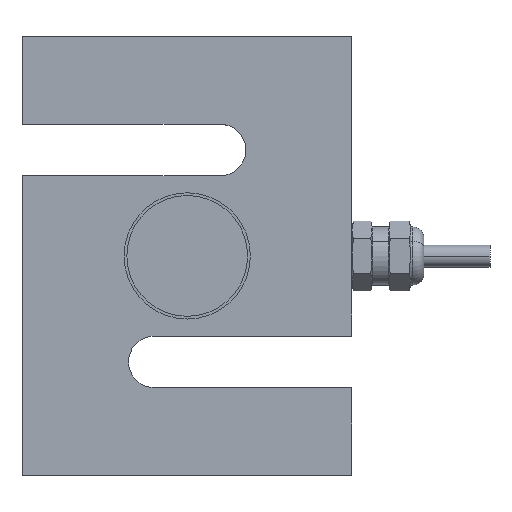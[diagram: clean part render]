
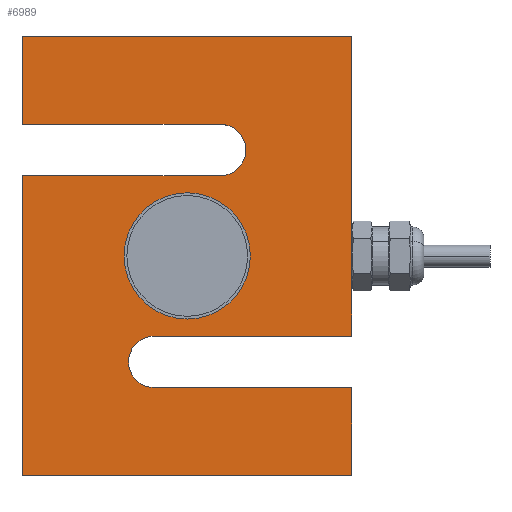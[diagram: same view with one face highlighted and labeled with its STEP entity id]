
A CAD part, top view. The second image highlights one B-rep face of the part: STEP entity #6989.
In plain terms, the highlighted planar face has unit normal (0, 0, 1).
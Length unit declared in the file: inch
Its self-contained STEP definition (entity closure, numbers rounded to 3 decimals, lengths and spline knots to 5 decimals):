
#111 = CARTESIAN_POINT ( 'NONE',  ( -1.8, 0.8, 0. ) ) ;
#156 = EDGE_CURVE ( 'NONE', #10488, #13722, #14275, .T. ) ;
#351 = DIRECTION ( 'NONE',  ( 0., -1., 0. ) ) ;
#430 = CARTESIAN_POINT ( 'NONE',  ( -1.8, 1.035, 0. ) ) ;
#1016 = EDGE_LOOP ( 'NONE', ( #15302, #8882, #1666, #12679, #8491, #8648, #4646, #15521, #14898, #15782, #14650, #9434, #11695 ) ) ;
#1147 = EDGE_CURVE ( 'NONE', #8278, #12353, #4050, .T. ) ;
#1251 = CARTESIAN_POINT ( 'NONE',  ( -1.5, 2., 0. ) ) ;
#1289 = VECTOR ( 'NONE', #9450, 39.37008 ) ;
#1429 = CARTESIAN_POINT ( 'NONE',  ( -3., 4., 0. ) ) ;
#1666 = ORIENTED_EDGE ( 'NONE', *, *, #7485, .T. ) ;
#1823 = VERTEX_POINT ( 'NONE', #4203 ) ;
#2026 = FACE_BOUND ( 'NONE', #5001, .T. ) ;
#2089 = CARTESIAN_POINT ( 'NONE',  ( -0.925, 2., 0. ) ) ;
#2162 = DIRECTION ( 'NONE',  ( 0., 0., 1. ) ) ;
#2200 = VECTOR ( 'NONE', #8678, 39.37008 ) ;
#2540 = CARTESIAN_POINT ( 'NONE',  ( -3., 2.73, 0. ) ) ;
#2597 = DIRECTION ( 'NONE',  ( 0., 0., 1. ) ) ;
#2705 = VECTOR ( 'NONE', #4210, 39.37008 ) ;
#2926 = DIRECTION ( 'NONE',  ( 1., 0., 0. ) ) ;
#3127 = ORIENTED_EDGE ( 'NONE', *, *, #11749, .F. ) ;
#3193 = CARTESIAN_POINT ( 'NONE',  ( 0., 0., 0. ) ) ;
#3354 = EDGE_CURVE ( 'NONE', #15663, #6088, #13547, .T. ) ;
#3521 = CARTESIAN_POINT ( 'NONE',  ( -1.2, 2.73, 0. ) ) ;
#3682 = VERTEX_POINT ( 'NONE', #10929 ) ;
#3691 = CARTESIAN_POINT ( 'NONE',  ( -3., 0., 0. ) ) ;
#3901 = DIRECTION ( 'NONE',  ( 1., 0., 0. ) ) ;
#4050 = LINE ( 'NONE', #10470, #10382 ) ;
#4203 = CARTESIAN_POINT ( 'NONE',  ( 0., 1.27, 0. ) ) ;
#4210 = DIRECTION ( 'NONE',  ( -1., 0., 0. ) ) ;
#4248 = AXIS2_PLACEMENT_3D ( 'NONE', #1251, #2597, #5108 ) ;
#4257 = CIRCLE ( 'NONE', #13038, 0.235 ) ;
#4413 = DIRECTION ( 'NONE',  ( 0., -1., 0. ) ) ;
#4444 = CARTESIAN_POINT ( 'NONE',  ( -3., 0., 0. ) ) ;
#4459 = LINE ( 'NONE', #14604, #12584 ) ;
#4469 = VERTEX_POINT ( 'NONE', #2089 ) ;
#4626 = CARTESIAN_POINT ( 'NONE',  ( -3., 4., 0. ) ) ;
#4646 = ORIENTED_EDGE ( 'NONE', *, *, #8102, .F. ) ;
#4739 = VERTEX_POINT ( 'NONE', #15462 ) ;
#4817 = DIRECTION ( 'NONE',  ( 0., 0., 1. ) ) ;
#4818 = VECTOR ( 'NONE', #3901, 39.37008 ) ;
#5001 = EDGE_LOOP ( 'NONE', ( #11406, #3127 ) ) ;
#5105 = CARTESIAN_POINT ( 'NONE',  ( -1.8, 0.8, 0. ) ) ;
#5108 = DIRECTION ( 'NONE',  ( 1., 0., 0. ) ) ;
#5365 = DIRECTION ( 'NONE',  ( 0., 0., 1. ) ) ;
#5369 = CARTESIAN_POINT ( 'NONE',  ( 0., 0., 0. ) ) ;
#5479 = CARTESIAN_POINT ( 'NONE',  ( -1.8, 1.27, 0. ) ) ;
#5502 = EDGE_CURVE ( 'NONE', #6088, #13271, #15546, .T. ) ;
#5750 = DIRECTION ( 'NONE',  ( 1., 0., 0. ) ) ;
#6088 = VERTEX_POINT ( 'NONE', #14697 ) ;
#6204 = AXIS2_PLACEMENT_3D ( 'NONE', #4444, #7234, #5750 ) ;
#6490 = VERTEX_POINT ( 'NONE', #5479 ) ;
#6589 = LINE ( 'NONE', #9341, #2705 ) ;
#6664 = AXIS2_PLACEMENT_3D ( 'NONE', #9330, #8125, #11815 ) ;
#6915 = FACE_OUTER_BOUND ( 'NONE', #1016, .T. ) ;
#6989 = ADVANCED_FACE ( 'NONE', ( #2026, #6915 ), #14433, .T. ) ;
#7017 = VECTOR ( 'NONE', #14386, 39.37008 ) ;
#7234 = DIRECTION ( 'NONE',  ( 0., 0., 1. ) ) ;
#7387 = LINE ( 'NONE', #14829, #2200 ) ;
#7388 = LINE ( 'NONE', #12302, #8459 ) ;
#7485 = EDGE_CURVE ( 'NONE', #12353, #13271, #9211, .T. ) ;
#7665 = VERTEX_POINT ( 'NONE', #11606 ) ;
#7966 = AXIS2_PLACEMENT_3D ( 'NONE', #11001, #4817, #14811 ) ;
#8102 = EDGE_CURVE ( 'NONE', #1823, #6490, #15459, .T. ) ;
#8125 = DIRECTION ( 'NONE',  ( 0., 0., 1. ) ) ;
#8278 = VERTEX_POINT ( 'NONE', #2540 ) ;
#8459 = VECTOR ( 'NONE', #15875, 39.37008 ) ;
#8491 = ORIENTED_EDGE ( 'NONE', *, *, #3354, .F. ) ;
#8648 = ORIENTED_EDGE ( 'NONE', *, *, #11857, .F. ) ;
#8678 = DIRECTION ( 'NONE',  ( 0., -1., 0. ) ) ;
#8801 = VECTOR ( 'NONE', #13207, 39.37008 ) ;
#8847 = VERTEX_POINT ( 'NONE', #10161 ) ;
#8882 = ORIENTED_EDGE ( 'NONE', *, *, #1147, .T. ) ;
#9211 = LINE ( 'NONE', #12921, #1289 ) ;
#9330 = CARTESIAN_POINT ( 'NONE',  ( -1.2, 2.965, 0. ) ) ;
#9341 = CARTESIAN_POINT ( 'NONE',  ( -1.2, 3.2, 0. ) ) ;
#9434 = ORIENTED_EDGE ( 'NONE', *, *, #12572, .F. ) ;
#9450 = DIRECTION ( 'NONE',  ( 1., 0., 0. ) ) ;
#9517 = VECTOR ( 'NONE', #4413, 39.37008 ) ;
#9695 = CIRCLE ( 'NONE', #15900, 0.235 ) ;
#10161 = CARTESIAN_POINT ( 'NONE',  ( -1.2, 3.2, 0. ) ) ;
#10382 = VECTOR ( 'NONE', #351, 39.37008 ) ;
#10470 = CARTESIAN_POINT ( 'NONE',  ( -3., 0., 0. ) ) ;
#10488 = VERTEX_POINT ( 'NONE', #1429 ) ;
#10811 = CIRCLE ( 'NONE', #6664, 0.235 ) ;
#10929 = CARTESIAN_POINT ( 'NONE',  ( -3., 3.2, 0. ) ) ;
#11001 = CARTESIAN_POINT ( 'NONE',  ( -1.5, 2., 0. ) ) ;
#11406 = ORIENTED_EDGE ( 'NONE', *, *, #15307, .F. ) ;
#11606 = CARTESIAN_POINT ( 'NONE',  ( -0.965, 2.965, 0. ) ) ;
#11695 = ORIENTED_EDGE ( 'NONE', *, *, #15837, .F. ) ;
#11749 = EDGE_CURVE ( 'NONE', #4739, #4469, #13031, .T. ) ;
#11782 = CARTESIAN_POINT ( 'NONE',  ( -1.8, 1.27, 0. ) ) ;
#11815 = DIRECTION ( 'NONE',  ( 1., 0., 0. ) ) ;
#11857 = EDGE_CURVE ( 'NONE', #6490, #15663, #9695, .T. ) ;
#12302 = CARTESIAN_POINT ( 'NONE',  ( -3., 0., 0. ) ) ;
#12353 = VERTEX_POINT ( 'NONE', #3691 ) ;
#12572 = EDGE_CURVE ( 'NONE', #7665, #8847, #4257, .T. ) ;
#12584 = VECTOR ( 'NONE', #15658, 39.37008 ) ;
#12679 = ORIENTED_EDGE ( 'NONE', *, *, #5502, .F. ) ;
#12810 = EDGE_CURVE ( 'NONE', #8847, #3682, #6589, .T. ) ;
#12921 = CARTESIAN_POINT ( 'NONE',  ( -3., 0., 0. ) ) ;
#13031 = CIRCLE ( 'NONE', #4248, 0.575 ) ;
#13038 = AXIS2_PLACEMENT_3D ( 'NONE', #14287, #5365, #2926 ) ;
#13207 = DIRECTION ( 'NONE',  ( 1., 0., 0. ) ) ;
#13271 = VERTEX_POINT ( 'NONE', #5369 ) ;
#13328 = EDGE_CURVE ( 'NONE', #13722, #1823, #7387, .T. ) ;
#13347 = CIRCLE ( 'NONE', #7966, 0.575 ) ;
#13547 = LINE ( 'NONE', #5105, #4818 ) ;
#13722 = VERTEX_POINT ( 'NONE', #14246 ) ;
#14028 = DIRECTION ( 'NONE',  ( 1., 0., 0. ) ) ;
#14246 = CARTESIAN_POINT ( 'NONE',  ( 0., 4., 0. ) ) ;
#14275 = LINE ( 'NONE', #4626, #8801 ) ;
#14287 = CARTESIAN_POINT ( 'NONE',  ( -1.2, 2.965, 0. ) ) ;
#14386 = DIRECTION ( 'NONE',  ( -1., 0., 0. ) ) ;
#14433 = PLANE ( 'NONE',  #6204 ) ;
#14604 = CARTESIAN_POINT ( 'NONE',  ( -1.2, 2.73, 0. ) ) ;
#14650 = ORIENTED_EDGE ( 'NONE', *, *, #12810, .F. ) ;
#14697 = CARTESIAN_POINT ( 'NONE',  ( 0., 0.8, 0. ) ) ;
#14811 = DIRECTION ( 'NONE',  ( 1., 0., 0. ) ) ;
#14829 = CARTESIAN_POINT ( 'NONE',  ( 0., 0., 0. ) ) ;
#14898 = ORIENTED_EDGE ( 'NONE', *, *, #156, .F. ) ;
#15023 = EDGE_CURVE ( 'NONE', #10488, #3682, #7388, .T. ) ;
#15292 = VERTEX_POINT ( 'NONE', #3521 ) ;
#15302 = ORIENTED_EDGE ( 'NONE', *, *, #15486, .F. ) ;
#15307 = EDGE_CURVE ( 'NONE', #4469, #4739, #13347, .T. ) ;
#15459 = LINE ( 'NONE', #11782, #7017 ) ;
#15462 = CARTESIAN_POINT ( 'NONE',  ( -2.075, 2., 0. ) ) ;
#15486 = EDGE_CURVE ( 'NONE', #8278, #15292, #4459, .T. ) ;
#15521 = ORIENTED_EDGE ( 'NONE', *, *, #13328, .F. ) ;
#15546 = LINE ( 'NONE', #3193, #9517 ) ;
#15658 = DIRECTION ( 'NONE',  ( 1., 0., 0. ) ) ;
#15663 = VERTEX_POINT ( 'NONE', #111 ) ;
#15782 = ORIENTED_EDGE ( 'NONE', *, *, #15023, .T. ) ;
#15837 = EDGE_CURVE ( 'NONE', #15292, #7665, #10811, .T. ) ;
#15875 = DIRECTION ( 'NONE',  ( 0., -1., 0. ) ) ;
#15900 = AXIS2_PLACEMENT_3D ( 'NONE', #430, #2162, #14028 ) ;
